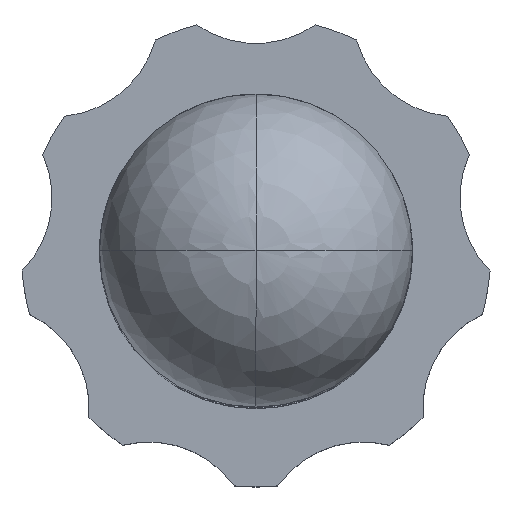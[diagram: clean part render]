
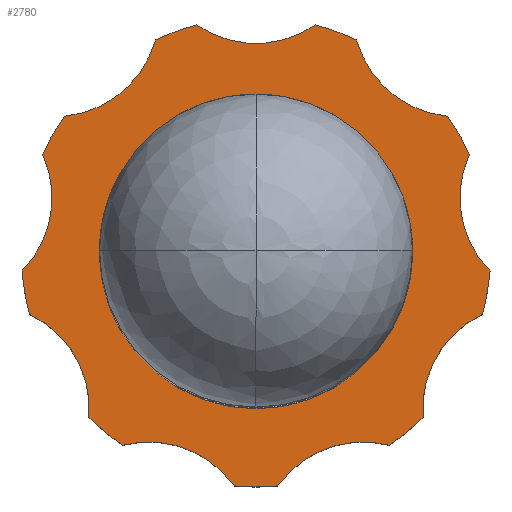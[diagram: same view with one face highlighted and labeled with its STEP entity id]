
A CAD part, top view. The second image highlights one B-rep face of the part: STEP entity #2780.
In plain terms, the highlighted planar face has unit normal (0, 0, 1).
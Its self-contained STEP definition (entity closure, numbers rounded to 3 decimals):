
#2054=CARTESIAN_POINT('POINT31',(-3.669,
   2.605,2.));
#2055=VERTEX_POINT('VERTEX31',#2054);
#2064=CARTESIAN_POINT('POINT33',(-1.928,
   4.066,2.));
#2065=VERTEX_POINT('VERTEX33',#2064);
#2066=CARTESIAN_POINT('POS50',(-3.857,
   4.596,2.));
#2067=DIRECTION('DIR87',(0.,0.,-1.));
#2068=DIRECTION('DIR88',(0.766,0.643,
   0.));
#2069=AXIS2_PLACEMENT_3D('AXIS38',#2066,#2067,#2068);
#2070=CIRCLE('ELLIPSE26',#2069,2.);
#2071=EDGE_CURVE('EDGE47',#2055,#2065,#2070,.F.);
#2096=CARTESIAN_POINT('POINT35',(-1.136,
   4.354,2.));
#2097=VERTEX_POINT('VERTEX35',#2096);
#2098=CARTESIAN_POINT('POS54',(0.,0.,2.));
#2099=DIRECTION('DIR94',(0.,0.,1.));
#2100=DIRECTION('DIR95',(0.,-1.,0.));
#2101=AXIS2_PLACEMENT_3D('AXIS41',#2098,#2099,#2100);
#2102=CIRCLE('ELLIPSE28',#2101,4.5);
#2103=EDGE_CURVE('EDGE50',#2097,#2065,#2102,.T.);
#2130=CARTESIAN_POINT('POINT37',(1.136,
   4.354,2.));
#2131=VERTEX_POINT('VERTEX37',#2130);
#2132=CARTESIAN_POINT('POS58',(0.,6.,2.));
#2133=DIRECTION('DIR101',(0.,0.,-1.));
#2134=DIRECTION('DIR102',(1.,0.,0.));
#2135=AXIS2_PLACEMENT_3D('AXIS44',#2132,#2133,#2134);
#2136=CIRCLE('ELLIPSE30',#2135,2.);
#2137=EDGE_CURVE('EDGE53',#2097,#2131,#2136,.F.);
#2172=CARTESIAN_POINT('POINT40',(1.928,
   4.066,2.));
#2173=VERTEX_POINT('VERTEX40',#2172);
#2174=CARTESIAN_POINT('POS63',(0.,0.,2.));
#2175=DIRECTION('DIR110',(0.,0.,1.));
#2176=DIRECTION('DIR111',(0.,-1.,0.));
#2177=AXIS2_PLACEMENT_3D('AXIS48',#2174,#2175,#2176);
#2178=CIRCLE('ELLIPSE33',#2177,4.5);
#2179=EDGE_CURVE('EDGE57',#2173,#2131,#2178,.T.);
#2196=CARTESIAN_POINT('POINT41',(3.669,
   2.605,2.));
#2197=VERTEX_POINT('VERTEX41',#2196);
#2198=CARTESIAN_POINT('POS66',(3.857,
   4.596,2.));
#2199=DIRECTION('DIR115',(0.,0.,-1.));
#2200=DIRECTION('DIR116',(0.766,-0.643,
   0.));
#2201=AXIS2_PLACEMENT_3D('AXIS50',#2198,#2199,#2200);
#2202=CIRCLE('ELLIPSE34',#2201,2.);
#2203=EDGE_CURVE('EDGE59',#2173,#2197,#2202,.F.);
#2238=CARTESIAN_POINT('POINT44',(4.091,
   1.875,2.));
#2239=VERTEX_POINT('VERTEX44',#2238);
#2240=CARTESIAN_POINT('POS71',(0.,0.,2.));
#2241=DIRECTION('DIR124',(0.,0.,1.));
#2242=DIRECTION('DIR125',(0.,-1.,0.));
#2243=AXIS2_PLACEMENT_3D('AXIS54',#2240,#2241,#2242);
#2244=CIRCLE('ELLIPSE37',#2243,4.5);
#2245=EDGE_CURVE('EDGE63',#2239,#2197,#2244,.T.);
#2262=CARTESIAN_POINT('POINT45',(4.485,
   -0.363,2.));
#2263=VERTEX_POINT('VERTEX45',#2262);
#2264=CARTESIAN_POINT('POS74',(5.909,
   1.042,2.));
#2265=DIRECTION('DIR129',(0.,0.,-1.));
#2266=DIRECTION('DIR130',(0.174,-0.985,
   0.));
#2267=AXIS2_PLACEMENT_3D('AXIS56',#2264,#2265,#2266);
#2268=CIRCLE('ELLIPSE38',#2267,2.);
#2269=EDGE_CURVE('EDGE65',#2239,#2263,#2268,.F.);
#2304=CARTESIAN_POINT('POINT48',(4.339,
   -1.193,2.));
#2305=VERTEX_POINT('VERTEX48',#2304);
#2306=CARTESIAN_POINT('POS79',(0.,0.,2.));
#2307=DIRECTION('DIR138',(0.,0.,1.));
#2308=DIRECTION('DIR139',(0.,-1.,0.));
#2309=AXIS2_PLACEMENT_3D('AXIS60',#2306,#2307,#2308);
#2310=CIRCLE('ELLIPSE41',#2309,4.5);
#2311=EDGE_CURVE('EDGE69',#2305,#2263,#2310,.T.);
#2328=CARTESIAN_POINT('POINT49',(3.203,
   -3.161,2.));
#2329=VERTEX_POINT('VERTEX49',#2328);
#2330=CARTESIAN_POINT('POS82',(5.196,-3.,2.)
   );
#2331=DIRECTION('DIR143',(0.,0.,-1.));
#2332=DIRECTION('DIR144',(-0.5,-0.866,0.));
#2333=AXIS2_PLACEMENT_3D('AXIS62',#2330,#2331,#2332);
#2334=CIRCLE('ELLIPSE42',#2333,2.);
#2335=EDGE_CURVE('EDGE71',#2305,#2329,#2334,.F.);
#2370=CARTESIAN_POINT('POINT52',(2.557,
   -3.703,2.));
#2371=VERTEX_POINT('VERTEX52',#2370);
#2372=CARTESIAN_POINT('POS87',(0.,0.,2.));
#2373=DIRECTION('DIR152',(0.,0.,1.));
#2374=DIRECTION('DIR153',(0.,-1.,0.));
#2375=AXIS2_PLACEMENT_3D('AXIS66',#2372,#2373,#2374);
#2376=CIRCLE('ELLIPSE45',#2375,4.5);
#2377=EDGE_CURVE('EDGE75',#2371,#2329,#2376,.T.);
#2404=CARTESIAN_POINT('POINT55',(-2.557,
   -3.703,2.));
#2405=VERTEX_POINT('VERTEX55',#2404);
#2412=CARTESIAN_POINT('POINT56',(-3.203,
   -3.161,2.));
#2413=VERTEX_POINT('VERTEX56',#2412);
#2414=CARTESIAN_POINT('POS92',(0.,0.,2.));
#2415=DIRECTION('DIR160',(0.,0.,1.));
#2416=DIRECTION('DIR161',(0.,-1.,0.));
#2417=AXIS2_PLACEMENT_3D('AXIS69',#2414,#2415,#2416);
#2418=CIRCLE('ELLIPSE47',#2417,4.5);
#2419=EDGE_CURVE('EDGE79',#2413,#2405,#2418,.T.);
#2436=CARTESIAN_POINT('POINT57',(-4.339,
   -1.193,2.));
#2437=VERTEX_POINT('VERTEX57',#2436);
#2438=CARTESIAN_POINT('POS95',(-5.196,-3.,2.
   ));
#2439=DIRECTION('DIR165',(0.,0.,-1.));
#2440=DIRECTION('DIR166',(-0.5,0.866,0.));
#2441=AXIS2_PLACEMENT_3D('AXIS71',#2438,#2439,#2440);
#2442=CIRCLE('ELLIPSE48',#2441,2.);
#2443=EDGE_CURVE('EDGE81',#2413,#2437,#2442,.F.);
#2478=CARTESIAN_POINT('POINT60',(-4.485,
   -0.363,2.));
#2479=VERTEX_POINT('VERTEX60',#2478);
#2480=CARTESIAN_POINT('POS100',(0.,0.,2.));
#2481=DIRECTION('DIR174',(0.,0.,1.));
#2482=DIRECTION('DIR175',(0.,-1.,0.));
#2483=AXIS2_PLACEMENT_3D('AXIS75',#2480,#2481,#2482);
#2484=CIRCLE('ELLIPSE51',#2483,4.5);
#2485=EDGE_CURVE('EDGE85',#2479,#2437,#2484,.T.);
#2502=CARTESIAN_POINT('POINT61',(-4.091,
   1.875,2.));
#2503=VERTEX_POINT('VERTEX61',#2502);
#2504=CARTESIAN_POINT('POS103',(-5.909,
   1.042,2.));
#2505=DIRECTION('DIR179',(0.,0.,-1.));
#2506=DIRECTION('DIR180',(0.174,0.985,
   0.));
#2507=AXIS2_PLACEMENT_3D('AXIS77',#2504,#2505,#2506);
#2508=CIRCLE('ELLIPSE52',#2507,2.);
#2509=EDGE_CURVE('EDGE87',#2479,#2503,#2508,.F.);
#2542=CARTESIAN_POINT('POS108',(0.,0.,2.));
#2543=DIRECTION('DIR188',(0.,0.,1.));
#2544=DIRECTION('DIR189',(0.,-1.,0.));
#2545=AXIS2_PLACEMENT_3D('AXIS81',#2542,#2543,#2544);
#2546=CIRCLE('ELLIPSE55',#2545,4.5);
#2547=EDGE_CURVE('EDGE91',#2055,#2503,#2546,.T.);
#2574=CARTESIAN_POINT('POINT63',(0.,3.,2.
   ));
#2575=VERTEX_POINT('VERTEX63',#2574);
#2582=CARTESIAN_POINT('POINT64',(0.,-3.,
   2.));
#2583=VERTEX_POINT('VERTEX64',#2582);
#2584=CARTESIAN_POINT('POS113',(0.,0.,2.));
#2585=DIRECTION('DIR195',(0.,0.,-1.));
#2586=DIRECTION('DIR196',(0.,-1.,0.));
#2587=AXIS2_PLACEMENT_3D('AXIS83',#2584,#2585,#2586);
#2588=CIRCLE('ELLIPSE56',#2587,3.);
#2589=EDGE_CURVE('EDGE95',#2575,#2583,#2588,.F.);
#2617=CARTESIAN_POINT('POS116',(0.,0.,2.));
#2618=DIRECTION('DIR200',(0.,0.,-1.));
#2619=DIRECTION('DIR201',(0.,-1.,0.));
#2620=AXIS2_PLACEMENT_3D('AXIS85',#2617,#2618,#2619);
#2621=CIRCLE('ELLIPSE57',#2620,3.);
#2622=EDGE_CURVE('EDGE97',#2575,#2583,#2621,.T.);
#2636=CARTESIAN_POINT('POINT65',(0.421,
   -4.48,2.));
#2637=VERTEX_POINT('VERTEX65',#2636);
#2638=CARTESIAN_POINT('POS117',(2.052,
   -5.638,2.));
#2639=DIRECTION('DIR202',(0.,0.,-1.));
#2640=DIRECTION('DIR203',(-0.94,-0.342,
   0.));
#2641=AXIS2_PLACEMENT_3D('AXIS86',#2638,#2639,#2640);
#2642=CIRCLE('ELLIPSE58',#2641,2.);
#2643=EDGE_CURVE('EDGE98',#2371,#2637,#2642,.F.);
#2716=CARTESIAN_POINT('POINT69',(-0.421,
   -4.48,2.));
#2717=VERTEX_POINT('VERTEX69',#2716);
#2724=CARTESIAN_POINT('POS125',(-2.052,
   -5.638,2.));
#2725=DIRECTION('DIR216',(0.,0.,-1.));
#2726=DIRECTION('DIR217',(-0.94,0.342,
   0.));
#2727=AXIS2_PLACEMENT_3D('AXIS92',#2724,#2725,#2726);
#2728=CIRCLE('ELLIPSE62',#2727,2.);
#2729=EDGE_CURVE('EDGE105',#2717,#2405,#2728,.F.);
#2741=ORIENTED_EDGE('COEDGE188',*,*,#2622,.T.);
#2742=ORIENTED_EDGE('COEDGE189',*,*,#2589,.F.);
#2743=EDGE_LOOP('NONE',(#2741,#2742));
#2744=FACE_BOUND('LOOP1',#2743,.T.);
#2745=ORIENTED_EDGE('COEDGE190',*,*,#2547,.T.);
#2746=ORIENTED_EDGE('COEDGE191',*,*,#2509,.F.);
#2747=ORIENTED_EDGE('COEDGE192',*,*,#2485,.T.);
#2748=ORIENTED_EDGE('COEDGE193',*,*,#2443,.F.);
#2749=ORIENTED_EDGE('COEDGE194',*,*,#2419,.T.);
#2750=ORIENTED_EDGE('COEDGE195',*,*,#2729,.F.);
#2751=CARTESIAN_POINT('POINT70',(0.,-4.5,2.
   ));
#2752=VERTEX_POINT('VERTEX70',#2751);
#2753=CARTESIAN_POINT('POS127',(0.,0.,2.));
#2754=DIRECTION('DIR220',(0.,0.,1.));
#2755=DIRECTION('DIR221',(0.,-1.,0.));
#2756=AXIS2_PLACEMENT_3D('AXIS94',#2753,#2754,#2755);
#2757=CIRCLE('ELLIPSE63',#2756,4.5);
#2758=EDGE_CURVE('EDGE106',#2717,#2752,#2757,.T.);
#2759=ORIENTED_EDGE('COEDGE196',*,*,#2758,.T.);
#2760=EDGE_CURVE('EDGE107',#2752,#2637,#2757,.T.);
#2761=ORIENTED_EDGE('COEDGE197',*,*,#2760,.T.);
#2762=ORIENTED_EDGE('COEDGE198',*,*,#2643,.F.);
#2763=ORIENTED_EDGE('COEDGE199',*,*,#2377,.T.);
#2764=ORIENTED_EDGE('COEDGE200',*,*,#2335,.F.);
#2765=ORIENTED_EDGE('COEDGE201',*,*,#2311,.T.);
#2766=ORIENTED_EDGE('COEDGE202',*,*,#2269,.F.);
#2767=ORIENTED_EDGE('COEDGE203',*,*,#2245,.T.);
#2768=ORIENTED_EDGE('COEDGE204',*,*,#2203,.F.);
#2769=ORIENTED_EDGE('COEDGE205',*,*,#2179,.T.);
#2770=ORIENTED_EDGE('COEDGE206',*,*,#2137,.F.);
#2771=ORIENTED_EDGE('COEDGE207',*,*,#2103,.T.);
#2772=ORIENTED_EDGE('COEDGE208',*,*,#2071,.F.);
#2773=EDGE_LOOP('NONE',(#2745,#2746,#2747,#2748,#2749,#2750,#2759,#2761,
   #2762,#2763,#2764,#2765,#2766,#2767,#2768,#2769,#2770,#2771,#2772));
#2774=FACE_BOUND('LOOP1',#2773,.T.);
#2775=CARTESIAN_POINT('POS128',(0.,0.,2.));
#2776=DIRECTION('DIR222',(0.,0.,-1.));
#2777=DIRECTION('DIR223',(1.,0.,0.));
#2778=AXIS2_PLACEMENT_3D('AXIS95',#2775,#2776,#2777);
#2779=PLANE('PLANE9',#2778);
#2780=ADVANCED_FACE('FACE42',(#2744,#2774),#2779,.F.);
